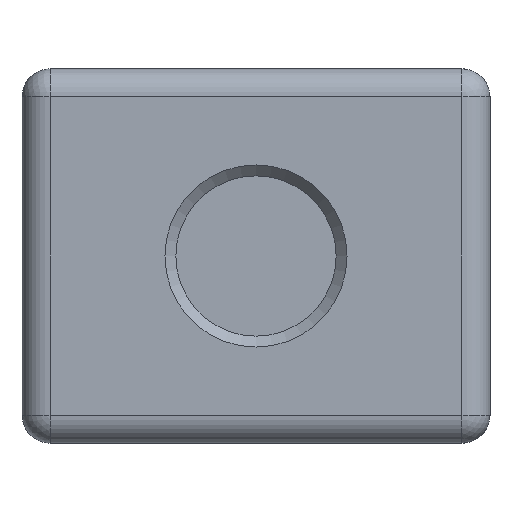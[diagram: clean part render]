
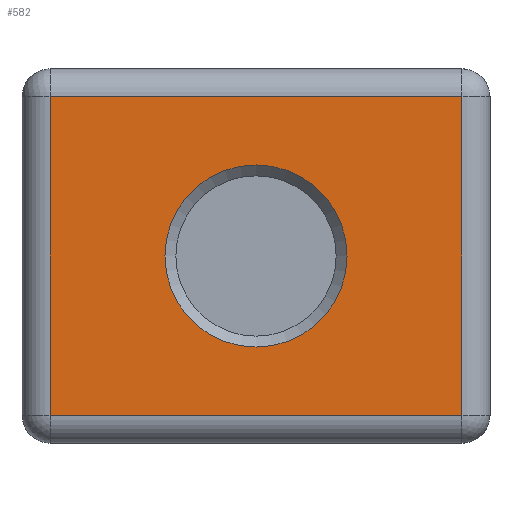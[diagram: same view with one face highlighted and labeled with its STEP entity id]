
A CAD part, left-side view. The second image highlights one B-rep face of the part: STEP entity #582.
In plain terms, the highlighted planar face has unit normal (-1, 0, 0).
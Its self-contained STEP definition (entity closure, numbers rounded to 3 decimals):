
#33=FACE_BOUND('',#207,.T.);
#60=LINE('',#996,#94);
#63=LINE('',#1010,#97);
#64=LINE('',#1017,#98);
#65=LINE('',#1021,#99);
#94=VECTOR('',#791,10.);
#97=VECTOR('',#812,10.);
#98=VECTOR('',#823,10.);
#99=VECTOR('',#830,10.);
#160=FACE_OUTER_BOUND('',#206,.T.);
#206=EDGE_LOOP('',(#512,#513,#514,#515));
#207=EDGE_LOOP('',(#516));
#255=CIRCLE('',#688,4.863);
#290=VERTEX_POINT('',#990);
#292=VERTEX_POINT('',#994);
#294=VERTEX_POINT('',#1007);
#295=VERTEX_POINT('',#1015);
#301=VERTEX_POINT('',#1056);
#345=EDGE_CURVE('',#292,#290,#60,.T.);
#354=EDGE_CURVE('',#290,#294,#63,.T.);
#358=EDGE_CURVE('',#295,#292,#64,.T.);
#361=EDGE_CURVE('',#294,#295,#65,.T.);
#376=EDGE_CURVE('',#301,#301,#255,.T.);
#512=ORIENTED_EDGE('',*,*,#361,.F.);
#513=ORIENTED_EDGE('',*,*,#354,.F.);
#514=ORIENTED_EDGE('',*,*,#345,.F.);
#515=ORIENTED_EDGE('',*,*,#358,.F.);
#516=ORIENTED_EDGE('',*,*,#376,.F.);
#545=PLANE('',#687);
#582=ADVANCED_FACE('',(#160,#33),#545,.T.);
#687=AXIS2_PLACEMENT_3D('',#1055,#883,#884);
#688=AXIS2_PLACEMENT_3D('',#1057,#885,#886);
#791=DIRECTION('',(0.,0.,1.));
#812=DIRECTION('',(0.,-1.,0.));
#823=DIRECTION('',(0.,1.,0.));
#830=DIRECTION('',(0.,0.,-1.));
#883=DIRECTION('center_axis',(-1.,0.,0.));
#884=DIRECTION('ref_axis',(0.,-1.,0.));
#885=DIRECTION('center_axis',(-1.,0.,0.));
#886=DIRECTION('ref_axis',(0.,0.,-1.));
#990=CARTESIAN_POINT('',(-28.931,14.171,8.5));
#994=CARTESIAN_POINT('',(-28.931,14.171,-8.5));
#996=CARTESIAN_POINT('',(-28.931,14.171,-10.));
#1007=CARTESIAN_POINT('',(-28.931,-7.829,8.5));
#1010=CARTESIAN_POINT('',(-28.931,9.421,8.5));
#1015=CARTESIAN_POINT('',(-28.931,-7.829,-8.5));
#1017=CARTESIAN_POINT('',(-28.931,9.421,-8.5));
#1021=CARTESIAN_POINT('',(-28.931,-7.829,-10.));
#1055=CARTESIAN_POINT('Origin',(-28.931,15.671,-10.));
#1056=CARTESIAN_POINT('',(-28.931,3.171,4.863));
#1057=CARTESIAN_POINT('Origin',(-28.931,3.171,0.));
